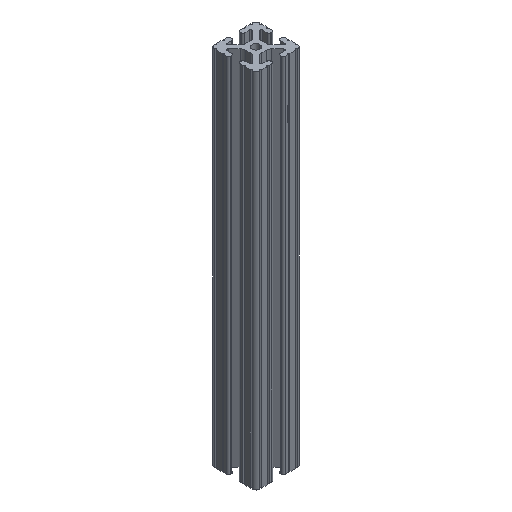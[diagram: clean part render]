
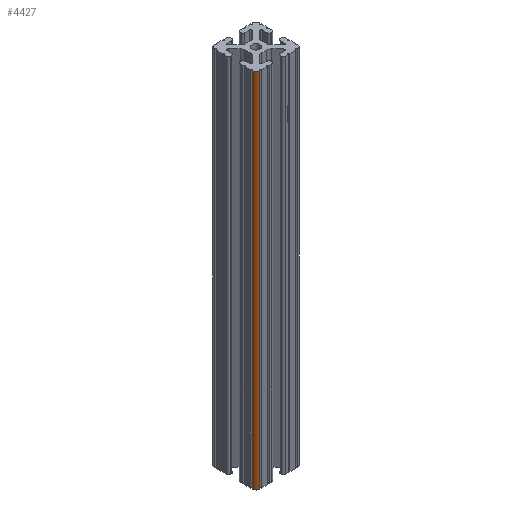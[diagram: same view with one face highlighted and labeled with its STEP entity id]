
A CAD part, isometric view. The second image highlights one B-rep face of the part: STEP entity #4427.
In plain terms, the highlighted cylindrical face has radius 3.175 mm (diameter 6.35 mm), a partial arc.
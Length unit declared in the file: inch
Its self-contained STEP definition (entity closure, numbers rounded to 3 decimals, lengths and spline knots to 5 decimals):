
#313 = ORIENTED_EDGE ( 'NONE', *, *, #3615, .F. ) ;
#314 = ORIENTED_EDGE ( 'NONE', *, *, #3616, .T. ) ;
#315 = ORIENTED_EDGE ( 'NONE', *, *, #3625, .T. ) ;
#316 = ORIENTED_EDGE ( 'NONE', *, *, #3614, .F. ) ;
#1139 = DIRECTION ( 'NONE',  ( 1., 0., 0. ) ) ;
#1140 = DIRECTION ( 'NONE',  ( 0., 0., 1. ) ) ;
#1150 = CARTESIAN_POINT ( 'NONE',  ( -0.625, -0.625, -6. ) ) ;
#1172 = DIRECTION ( 'NONE',  ( 0., 0., -1. ) ) ;
#1174 = CARTESIAN_POINT ( 'NONE',  ( -0.75, -0.625, 6. ) ) ;
#1176 = DIRECTION ( 'NONE',  ( 1., 0., 0. ) ) ;
#1177 = DIRECTION ( 'NONE',  ( 0., 0., 1. ) ) ;
#1178 = DIRECTION ( 'NONE',  ( 0., 0., -1. ) ) ;
#1181 = CARTESIAN_POINT ( 'NONE',  ( -0.62392, -0.75, 6. ) ) ;
#1189 = CARTESIAN_POINT ( 'NONE',  ( -0.625, -0.625, 6. ) ) ;
#1476 = VECTOR ( 'NONE', #1178, 39.37008 ) ;
#1479 = LINE ( 'NONE', #1181, #1476 ) ;
#1482 = LINE ( 'NONE', #1174, #1483 ) ;
#1483 = VECTOR ( 'NONE', #1172, 39.37008 ) ;
#1485 = CIRCLE ( 'NONE', #3871, 0.125 ) ;
#1500 = CIRCLE ( 'NONE', #3875, 0.125 ) ;
#1837 = VERTEX_POINT ( 'NONE', #4282 ) ;
#1854 = VERTEX_POINT ( 'NONE', #4271 ) ;
#1857 = VERTEX_POINT ( 'NONE', #4269 ) ;
#1895 = VERTEX_POINT ( 'NONE', #4246 ) ;
#2183 = EDGE_LOOP ( 'NONE', ( #313, #314, #315, #316 ) ) ;
#3030 = FACE_OUTER_BOUND ( 'NONE', #2183, .T. ) ;
#3040 = CYLINDRICAL_SURFACE ( 'NONE', #4010, 0.125 ) ;
#3167 = CARTESIAN_POINT ( 'NONE',  ( -0.625, -0.625, 6. ) ) ;
#3168 = DIRECTION ( 'NONE',  ( 0., 0., -1. ) ) ;
#3179 = DIRECTION ( 'NONE',  ( -1., 0., 0. ) ) ;
#3614 = EDGE_CURVE ( 'NONE', #1895, #1854, #1479, .T. ) ;
#3615 = EDGE_CURVE ( 'NONE', #1837, #1895, #1485, .T. ) ;
#3616 = EDGE_CURVE ( 'NONE', #1837, #1857, #1482, .T. ) ;
#3625 = EDGE_CURVE ( 'NONE', #1857, #1854, #1500, .T. ) ;
#3871 = AXIS2_PLACEMENT_3D ( 'NONE', #1189, #1177, #1176 ) ;
#3875 = AXIS2_PLACEMENT_3D ( 'NONE', #1150, #1140, #1139 ) ;
#4010 = AXIS2_PLACEMENT_3D ( 'NONE', #3167, #3168, #3179 ) ;
#4246 = CARTESIAN_POINT ( 'NONE',  ( -0.62392, -0.75, 6. ) ) ;
#4269 = CARTESIAN_POINT ( 'NONE',  ( -0.75, -0.625, -6. ) ) ;
#4271 = CARTESIAN_POINT ( 'NONE',  ( -0.62392, -0.75, -6. ) ) ;
#4282 = CARTESIAN_POINT ( 'NONE',  ( -0.75, -0.625, 6. ) ) ;
#4427 = ADVANCED_FACE ( 'NONE', ( #3030 ), #3040, .T. ) ;
